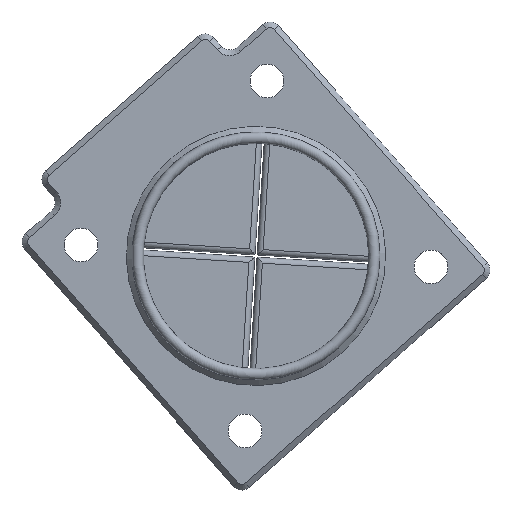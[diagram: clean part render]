
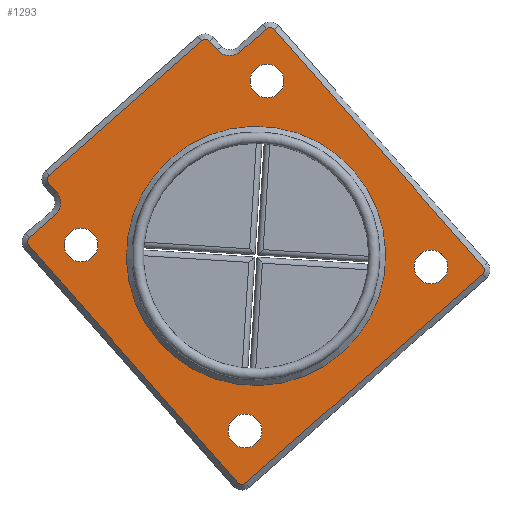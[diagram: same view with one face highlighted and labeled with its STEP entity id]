
A CAD part, top view. The second image highlights one B-rep face of the part: STEP entity #1293.
In plain terms, the highlighted planar face has unit normal (0, 0, 1).
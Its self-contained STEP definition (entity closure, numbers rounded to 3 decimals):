
#15=FACE_BOUND('',#202,.T.);
#16=FACE_BOUND('',#203,.T.);
#17=FACE_BOUND('',#204,.T.);
#18=FACE_BOUND('',#205,.T.);
#19=FACE_BOUND('',#206,.T.);
#25=PLANE('',#1406);
#122=FACE_OUTER_BOUND('',#201,.T.);
#201=EDGE_LOOP('',(#971,#972,#973,#974,#975,#976,#977,#978,#979,#980,#981,
#982,#983,#984,#985,#986));
#202=EDGE_LOOP('',(#987));
#203=EDGE_LOOP('',(#988));
#204=EDGE_LOOP('',(#989));
#205=EDGE_LOOP('',(#990));
#206=EDGE_LOOP('',(#991));
#297=LINE('',#2242,#405);
#298=LINE('',#2246,#406);
#299=LINE('',#2250,#407);
#300=LINE('',#2254,#408);
#301=LINE('',#2258,#409);
#302=LINE('',#2262,#410);
#303=LINE('',#2266,#411);
#304=LINE('',#2270,#412);
#405=VECTOR('',#1638,10.);
#406=VECTOR('',#1641,10.);
#407=VECTOR('',#1644,10.);
#408=VECTOR('',#1647,10.);
#409=VECTOR('',#1650,10.);
#410=VECTOR('',#1653,10.);
#411=VECTOR('',#1656,10.);
#412=VECTOR('',#1659,10.);
#488=CIRCLE('',#1358,1.5);
#491=CIRCLE('',#1363,1.5);
#494=CIRCLE('',#1368,1.5);
#497=CIRCLE('',#1373,1.5);
#513=CIRCLE('',#1405,11.5);
#514=CIRCLE('',#1407,0.5);
#515=CIRCLE('',#1408,1.5);
#516=CIRCLE('',#1409,0.5);
#517=CIRCLE('',#1410,0.5);
#518=CIRCLE('',#1411,0.5);
#519=CIRCLE('',#1412,0.5);
#520=CIRCLE('',#1413,1.5);
#521=CIRCLE('',#1414,0.5);
#554=VERTEX_POINT('',#1919);
#557=VERTEX_POINT('',#1929);
#560=VERTEX_POINT('',#1939);
#563=VERTEX_POINT('',#1949);
#602=VERTEX_POINT('',#2236);
#603=VERTEX_POINT('',#2240);
#604=VERTEX_POINT('',#2241);
#605=VERTEX_POINT('',#2243);
#606=VERTEX_POINT('',#2245);
#607=VERTEX_POINT('',#2247);
#608=VERTEX_POINT('',#2249);
#609=VERTEX_POINT('',#2251);
#610=VERTEX_POINT('',#2253);
#611=VERTEX_POINT('',#2255);
#612=VERTEX_POINT('',#2257);
#613=VERTEX_POINT('',#2259);
#614=VERTEX_POINT('',#2261);
#615=VERTEX_POINT('',#2263);
#616=VERTEX_POINT('',#2265);
#617=VERTEX_POINT('',#2267);
#618=VERTEX_POINT('',#2269);
#673=EDGE_CURVE('',#554,#554,#488,.T.);
#678=EDGE_CURVE('',#557,#557,#491,.T.);
#683=EDGE_CURVE('',#560,#560,#494,.T.);
#688=EDGE_CURVE('',#563,#563,#497,.T.);
#742=EDGE_CURVE('',#602,#602,#513,.T.);
#744=EDGE_CURVE('',#603,#604,#297,.T.);
#745=EDGE_CURVE('',#605,#603,#514,.T.);
#746=EDGE_CURVE('',#606,#605,#298,.T.);
#747=EDGE_CURVE('',#607,#606,#515,.T.);
#748=EDGE_CURVE('',#608,#607,#299,.T.);
#749=EDGE_CURVE('',#609,#608,#516,.T.);
#750=EDGE_CURVE('',#610,#609,#300,.T.);
#751=EDGE_CURVE('',#611,#610,#517,.T.);
#752=EDGE_CURVE('',#612,#611,#301,.T.);
#753=EDGE_CURVE('',#613,#612,#518,.T.);
#754=EDGE_CURVE('',#614,#613,#302,.T.);
#755=EDGE_CURVE('',#615,#614,#519,.T.);
#756=EDGE_CURVE('',#616,#615,#303,.T.);
#757=EDGE_CURVE('',#617,#616,#520,.T.);
#758=EDGE_CURVE('',#618,#617,#304,.T.);
#759=EDGE_CURVE('',#604,#618,#521,.T.);
#971=ORIENTED_EDGE('',*,*,#744,.F.);
#972=ORIENTED_EDGE('',*,*,#745,.F.);
#973=ORIENTED_EDGE('',*,*,#746,.F.);
#974=ORIENTED_EDGE('',*,*,#747,.F.);
#975=ORIENTED_EDGE('',*,*,#748,.F.);
#976=ORIENTED_EDGE('',*,*,#749,.F.);
#977=ORIENTED_EDGE('',*,*,#750,.F.);
#978=ORIENTED_EDGE('',*,*,#751,.F.);
#979=ORIENTED_EDGE('',*,*,#752,.F.);
#980=ORIENTED_EDGE('',*,*,#753,.F.);
#981=ORIENTED_EDGE('',*,*,#754,.F.);
#982=ORIENTED_EDGE('',*,*,#755,.F.);
#983=ORIENTED_EDGE('',*,*,#756,.F.);
#984=ORIENTED_EDGE('',*,*,#757,.F.);
#985=ORIENTED_EDGE('',*,*,#758,.F.);
#986=ORIENTED_EDGE('',*,*,#759,.F.);
#987=ORIENTED_EDGE('',*,*,#673,.T.);
#988=ORIENTED_EDGE('',*,*,#678,.T.);
#989=ORIENTED_EDGE('',*,*,#683,.T.);
#990=ORIENTED_EDGE('',*,*,#688,.T.);
#991=ORIENTED_EDGE('',*,*,#742,.F.);
#1293=ADVANCED_FACE('',(#122,#15,#16,#17,#18,#19),#25,.F.);
#1358=AXIS2_PLACEMENT_3D('',#1921,#1515,#1516);
#1363=AXIS2_PLACEMENT_3D('',#1931,#1527,#1528);
#1368=AXIS2_PLACEMENT_3D('',#1941,#1539,#1540);
#1373=AXIS2_PLACEMENT_3D('',#1951,#1551,#1552);
#1405=AXIS2_PLACEMENT_3D('',#2237,#1633,#1634);
#1406=AXIS2_PLACEMENT_3D('',#2239,#1636,#1637);
#1407=AXIS2_PLACEMENT_3D('',#2244,#1639,#1640);
#1408=AXIS2_PLACEMENT_3D('',#2248,#1642,#1643);
#1409=AXIS2_PLACEMENT_3D('',#2252,#1645,#1646);
#1410=AXIS2_PLACEMENT_3D('',#2256,#1648,#1649);
#1411=AXIS2_PLACEMENT_3D('',#2260,#1651,#1652);
#1412=AXIS2_PLACEMENT_3D('',#2264,#1654,#1655);
#1413=AXIS2_PLACEMENT_3D('',#2268,#1657,#1658);
#1414=AXIS2_PLACEMENT_3D('',#2271,#1660,#1661);
#1515=DIRECTION('center_axis',(0.,0.,
-1.));
#1516=DIRECTION('ref_axis',(-1.,0.,0.));
#1527=DIRECTION('center_axis',(0.,0.,
-1.));
#1528=DIRECTION('ref_axis',(-1.,0.,0.));
#1539=DIRECTION('center_axis',(0.,0.,
-1.));
#1540=DIRECTION('ref_axis',(-1.,0.,0.));
#1551=DIRECTION('center_axis',(0.,0.,
-1.));
#1552=DIRECTION('ref_axis',(-1.,0.,0.));
#1633=DIRECTION('center_axis',(0.,0.,
1.));
#1634=DIRECTION('ref_axis',(-0.661,0.75,0.));
#1636=DIRECTION('center_axis',(0.,0.,
-1.));
#1637=DIRECTION('ref_axis',(-0.661,0.75,0.));
#1638=DIRECTION('',(0.75,0.661,0.));
#1639=DIRECTION('center_axis',(0.,0.,
-1.));
#1640=DIRECTION('ref_axis',(-0.75,-0.661,0.));
#1641=DIRECTION('',(-0.661,0.75,0.));
#1642=DIRECTION('center_axis',(0.,0.,
1.));
#1643=DIRECTION('ref_axis',(0.75,0.661,0.));
#1644=DIRECTION('',(0.75,0.661,0.));
#1645=DIRECTION('center_axis',(0.,0.,
-1.));
#1646=DIRECTION('ref_axis',(-0.75,-0.661,0.));
#1647=DIRECTION('',(-0.661,0.75,0.));
#1648=DIRECTION('center_axis',(0.,0.,
-1.));
#1649=DIRECTION('ref_axis',(0.661,-0.75,0.));
#1650=DIRECTION('',(-0.75,-0.661,0.));
#1651=DIRECTION('center_axis',(0.,0.,
-1.));
#1652=DIRECTION('ref_axis',(0.75,0.661,0.));
#1653=DIRECTION('',(0.661,-0.75,0.));
#1654=DIRECTION('center_axis',(0.,0.,
-1.));
#1655=DIRECTION('ref_axis',(-0.661,0.75,0.));
#1656=DIRECTION('',(0.75,0.661,0.));
#1657=DIRECTION('center_axis',(0.,0.,
1.));
#1658=DIRECTION('ref_axis',(0.661,-0.75,0.));
#1659=DIRECTION('',(0.661,-0.75,0.));
#1660=DIRECTION('center_axis',(0.,0.,
-1.));
#1661=DIRECTION('ref_axis',(-0.661,0.75,0.));
#1919=CARTESIAN_POINT('',(-148.954,760.111,623.));
#1921=CARTESIAN_POINT('Origin',(-150.454,760.111,623.));
#1929=CARTESIAN_POINT('',(-132.454,774.663,623.));
#1931=CARTESIAN_POINT('Origin',(-133.954,774.663,623.));
#1939=CARTESIAN_POINT('',(-117.902,758.163,623.));
#1941=CARTESIAN_POINT('Origin',(-119.402,758.163,623.));
#1949=CARTESIAN_POINT('',(-134.402,743.611,623.));
#1951=CARTESIAN_POINT('Origin',(-135.902,743.611,623.));
#2236=CARTESIAN_POINT('',(-127.322,750.512,623.));
#2237=CARTESIAN_POINT('Origin',(-134.928,759.137,623.));
#2239=CARTESIAN_POINT('Origin',(-135.92,760.262,623.));
#2240=CARTESIAN_POINT('',(-153.253,766.309,623.));
#2241=CARTESIAN_POINT('',(-139.753,778.215,623.));
#2242=CARTESIAN_POINT('',(-149.878,769.286,623.));
#2243=CARTESIAN_POINT('',(-153.298,765.604,623.));
#2244=CARTESIAN_POINT('Origin',(-152.923,765.934,623.));
#2245=CARTESIAN_POINT('',(-152.636,764.854,623.));
#2246=CARTESIAN_POINT('',(-147.841,759.416,623.));
#2247=CARTESIAN_POINT('',(-152.769,762.736,623.));
#2248=CARTESIAN_POINT('Origin',(-153.761,763.861,623.));
#2249=CARTESIAN_POINT('',(-155.019,760.752,623.));
#2250=CARTESIAN_POINT('',(-149.769,765.382,623.));
#2251=CARTESIAN_POINT('',(-155.063,760.046,623.));
#2252=CARTESIAN_POINT('Origin',(-154.688,760.377,623.));
#2253=CARTESIAN_POINT('',(-136.543,739.046,623.));
#2254=CARTESIAN_POINT('',(-141.669,744.859,623.));
#2255=CARTESIAN_POINT('',(-135.837,739.002,623.));
#2256=CARTESIAN_POINT('Origin',(-136.168,739.377,623.));
#2257=CARTESIAN_POINT('',(-114.837,757.522,623.));
#2258=CARTESIAN_POINT('',(-120.087,752.892,623.));
#2259=CARTESIAN_POINT('',(-114.793,758.228,623.));
#2260=CARTESIAN_POINT('Origin',(-115.168,757.897,623.));
#2261=CARTESIAN_POINT('',(-133.313,779.228,623.));
#2262=CARTESIAN_POINT('',(-129.179,774.541,623.));
#2263=CARTESIAN_POINT('',(-134.019,779.272,623.));
#2264=CARTESIAN_POINT('Origin',(-133.688,778.897,623.));
#2265=CARTESIAN_POINT('',(-136.269,777.288,623.));
#2266=CARTESIAN_POINT('',(-140.394,773.65,623.));
#2267=CARTESIAN_POINT('',(-138.386,777.421,623.));
#2268=CARTESIAN_POINT('Origin',(-137.261,778.413,623.));
#2269=CARTESIAN_POINT('',(-139.048,778.171,623.));
#2270=CARTESIAN_POINT('',(-133.921,772.358,623.));
#2271=CARTESIAN_POINT('Origin',(-139.423,777.84,623.));
